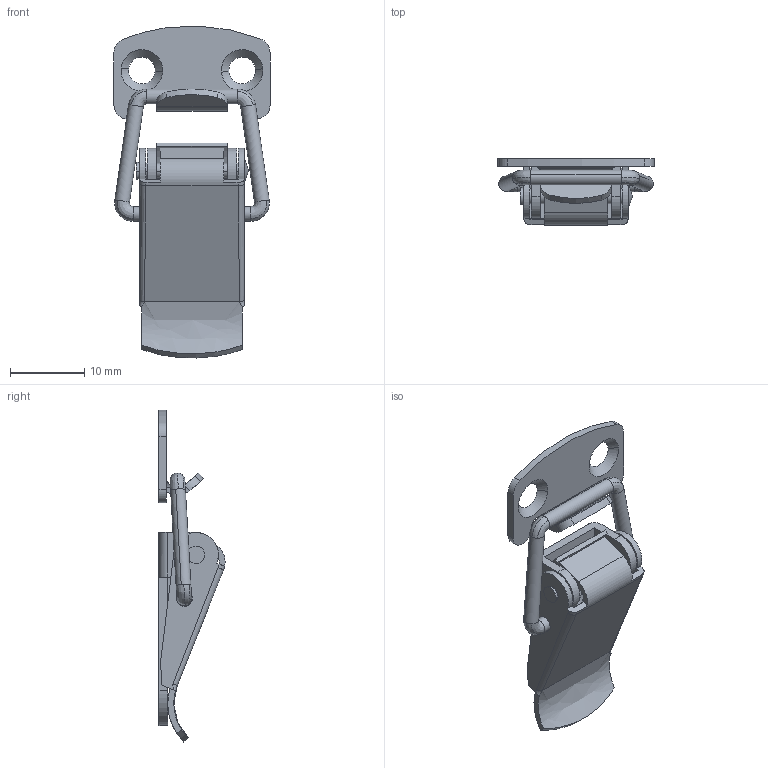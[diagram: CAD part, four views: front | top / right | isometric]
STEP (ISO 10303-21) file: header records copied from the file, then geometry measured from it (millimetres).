
FILE_DESCRIPTION((''),'2;1');
FILE_NAME('','2005-07-15T13:29:56',(''),(''),'','CADfix','');
FILE_SCHEMA(('AUTOMOTIVE_DESIGN'));
Length unit declared in the file: millimetre
Products named in the file (7): keeper; shaft; lever; leaf spring; base; arm; TL_1_5774_36
Assembly tree (6 placements, depth 2):
  TL_1_5774_36
    keeper
    shaft
    lever
    leaf spring
    base
    arm
Bounding box: 21 x 8.91 x 44.69 mm (x, y, z)
Volume: 1333.6 mm3; surface area: 3365.4 mm2
Topology: 6 solids, 6 shells, 139 faces, 443 edges, 317 vertices
Faces by surface type: bspline 139
Entity records: 6011 total; most frequent: CARTESIAN_POINT 3394, ORIENTED_EDGE 886, EDGE_CURVE 443, VERTEX_POINT 317, QUASI_UNIFORM_CURVE 186, EDGE_LOOP 164, FACE_OUTER_BOUND 139, ADVANCED_FACE 139
